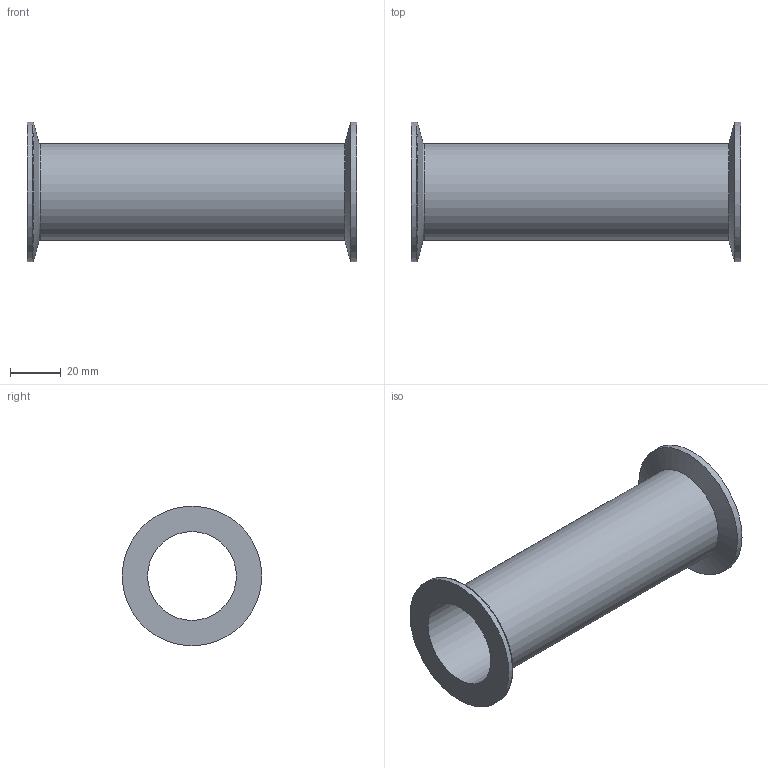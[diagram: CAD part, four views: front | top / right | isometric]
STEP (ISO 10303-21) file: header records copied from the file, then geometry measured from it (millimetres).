
FILE_DESCRIPTION(/* description */ (''),/* implementation_level */ '2;1');
FILE_NAME(/* name */ 'FL-SC40KF.stp',/* time_stamp */ '2018-08-24T08:55:55+01:00',/* author */ ('paul'),/* organization */ (''),/* preprocessor_version */ 'ST-DEVELOPER v17.2',/* originating_system */ 'Autodesk Inventor 2019',/* authorisation */ '');
FILE_SCHEMA (('AUTOMOTIVE_DESIGN { 1 0 10303 214 3 1 1 }'));
Length unit declared in the file: millimetre
Products named in the file (1): FL-SC40KF
Bounding box: 130 x 55 x 55 mm (x, y, z)
Volume: 31943.1 mm3; surface area: 34931.1 mm2
Topology: 1 solids, 1 shells, 10 faces, 32 edges, 24 vertices
Faces by surface type: cylinder 4, torus 2, cone 2, plane 2
Full cylindrical faces by diameter (mm): 35 x1, 38.1 x1, 55 x2
Entity records: 431 total; most frequent: DIRECTION 80, CARTESIAN_POINT 67, ORIENTED_EDGE 64, AXIS2_PLACEMENT_3D 37, EDGE_CURVE 32, CIRCLE 26, VERTEX_POINT 24, EDGE_LOOP 12
